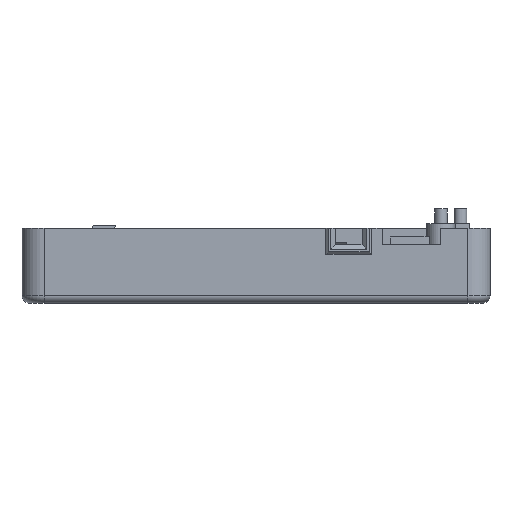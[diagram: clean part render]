
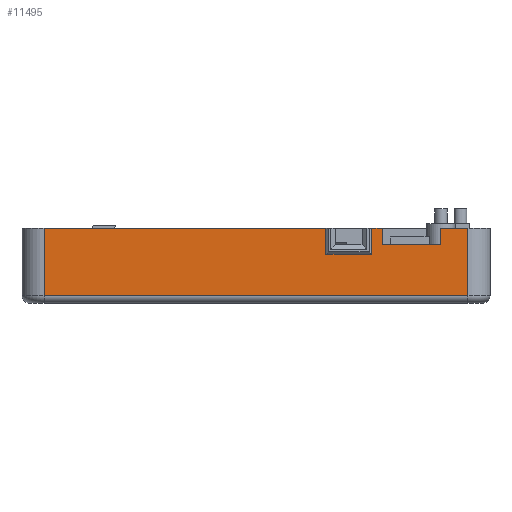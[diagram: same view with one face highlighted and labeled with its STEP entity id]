
A CAD part, left-side view. The second image highlights one B-rep face of the part: STEP entity #11495.
In plain terms, the highlighted planar face has unit normal (-1, 0, 0).
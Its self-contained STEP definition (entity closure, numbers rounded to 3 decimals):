
#919=FACE_OUTER_BOUND('',#1604,.T.);
#1604=EDGE_LOOP('',(#8722,#8723,#8724,#8725,#8726,#8727,#8728,#8729,#8730,
#8731,#8732,#8733));
#2672=LINE('',#17141,#3949);
#2682=LINE('',#17161,#3959);
#2685=LINE('',#17166,#3962);
#2686=LINE('',#17168,#3963);
#2693=LINE('',#17183,#3970);
#2696=LINE('',#17189,#3973);
#2697=LINE('',#17191,#3974);
#2698=LINE('',#17193,#3975);
#2699=LINE('',#17195,#3976);
#2700=LINE('',#17197,#3977);
#2701=LINE('',#17199,#3978);
#2702=LINE('',#17200,#3979);
#3949=VECTOR('',#13662,10.);
#3959=VECTOR('',#13680,10.);
#3962=VECTOR('',#13685,10.);
#3963=VECTOR('',#13688,10.);
#3970=VECTOR('',#13703,10.);
#3973=VECTOR('',#13708,10.);
#3974=VECTOR('',#13709,10.);
#3975=VECTOR('',#13710,10.);
#3976=VECTOR('',#13711,10.);
#3977=VECTOR('',#13712,10.);
#3978=VECTOR('',#13713,10.);
#3979=VECTOR('',#13714,10.);
#5256=VERTEX_POINT('',#17138);
#5257=VERTEX_POINT('',#17140);
#5262=VERTEX_POINT('',#17158);
#5263=VERTEX_POINT('',#17160);
#5264=VERTEX_POINT('',#17164);
#5268=VERTEX_POINT('',#17182);
#5270=VERTEX_POINT('',#17188);
#5271=VERTEX_POINT('',#17190);
#5272=VERTEX_POINT('',#17192);
#5273=VERTEX_POINT('',#17194);
#5274=VERTEX_POINT('',#17196);
#5275=VERTEX_POINT('',#17198);
#6544=EDGE_CURVE('',#5256,#5257,#2672,.T.);
#6554=EDGE_CURVE('',#5263,#5262,#2682,.T.);
#6557=EDGE_CURVE('',#5262,#5264,#2685,.T.);
#6558=EDGE_CURVE('',#5264,#5257,#2686,.T.);
#6565=EDGE_CURVE('',#5263,#5268,#2693,.T.);
#6568=EDGE_CURVE('',#5270,#5256,#2696,.T.);
#6569=EDGE_CURVE('',#5271,#5270,#2697,.T.);
#6570=EDGE_CURVE('',#5272,#5271,#2698,.T.);
#6571=EDGE_CURVE('',#5273,#5272,#2699,.T.);
#6572=EDGE_CURVE('',#5273,#5274,#2700,.T.);
#6573=EDGE_CURVE('',#5274,#5275,#2701,.T.);
#6574=EDGE_CURVE('',#5275,#5268,#2702,.T.);
#8722=ORIENTED_EDGE('',*,*,#6558,.T.);
#8723=ORIENTED_EDGE('',*,*,#6544,.F.);
#8724=ORIENTED_EDGE('',*,*,#6568,.F.);
#8725=ORIENTED_EDGE('',*,*,#6569,.F.);
#8726=ORIENTED_EDGE('',*,*,#6570,.F.);
#8727=ORIENTED_EDGE('',*,*,#6571,.F.);
#8728=ORIENTED_EDGE('',*,*,#6572,.T.);
#8729=ORIENTED_EDGE('',*,*,#6573,.T.);
#8730=ORIENTED_EDGE('',*,*,#6574,.T.);
#8731=ORIENTED_EDGE('',*,*,#6565,.F.);
#8732=ORIENTED_EDGE('',*,*,#6554,.T.);
#8733=ORIENTED_EDGE('',*,*,#6557,.T.);
#11054=PLANE('',#12213);
#11495=ADVANCED_FACE('',(#919),#11054,.T.);
#12213=AXIS2_PLACEMENT_3D('',#17187,#13706,#13707);
#13662=DIRECTION('',(0.,-1.,0.));
#13680=DIRECTION('',(0.,0.,-1.));
#13685=DIRECTION('',(0.,1.,0.));
#13688=DIRECTION('',(0.,0.,1.));
#13703=DIRECTION('',(0.,-1.,0.));
#13706=DIRECTION('center_axis',(-1.,0.,0.));
#13707=DIRECTION('ref_axis',(0.,-1.,0.));
#13708=DIRECTION('',(0.,0.,1.));
#13709=DIRECTION('',(0.,1.,0.));
#13710=DIRECTION('',(0.,0.,-1.));
#13711=DIRECTION('',(0.,-1.,0.));
#13712=DIRECTION('',(0.,0.,-1.));
#13713=DIRECTION('',(0.,1.,0.));
#13714=DIRECTION('',(0.,0.,1.));
#17138=CARTESIAN_POINT('',(-41.124,69.455,-50.));
#17140=CARTESIAN_POINT('',(-41.124,10.982,-50.));
#17141=CARTESIAN_POINT('',(-41.124,74.055,-50.));
#17158=CARTESIAN_POINT('',(-41.124,1.482,-55.43));
#17160=CARTESIAN_POINT('',(-41.124,1.482,-50.));
#17161=CARTESIAN_POINT('',(-41.124,1.482,-60.515));
#17164=CARTESIAN_POINT('',(-41.124,10.982,-55.43));
#17166=CARTESIAN_POINT('',(-41.124,42.519,-55.43));
#17168=CARTESIAN_POINT('',(-41.124,10.982,-57.8));
#17182=CARTESIAN_POINT('',(-41.124,-0.744,-50.));
#17183=CARTESIAN_POINT('',(-41.124,74.055,-50.));
#17187=CARTESIAN_POINT('Origin',(-41.124,74.055,-65.6));
#17188=CARTESIAN_POINT('',(-41.124,69.455,-64.));
#17189=CARTESIAN_POINT('',(-41.124,69.455,-65.6));
#17190=CARTESIAN_POINT('',(-41.124,-18.485,-64.));
#17191=CARTESIAN_POINT('',(-41.124,49.77,-64.));
#17192=CARTESIAN_POINT('',(-41.124,-18.485,-50.));
#17193=CARTESIAN_POINT('',(-41.124,-18.485,-65.6));
#17194=CARTESIAN_POINT('',(-41.124,-12.744,-50.));
#17195=CARTESIAN_POINT('',(-41.124,74.055,-50.));
#17196=CARTESIAN_POINT('',(-41.124,-12.744,-53.45));
#17197=CARTESIAN_POINT('',(-41.124,-12.744,-59.525));
#17198=CARTESIAN_POINT('',(-41.124,-0.744,-53.45));
#17199=CARTESIAN_POINT('',(-41.124,36.656,-53.45));
#17200=CARTESIAN_POINT('',(-41.124,-0.744,-57.8));
